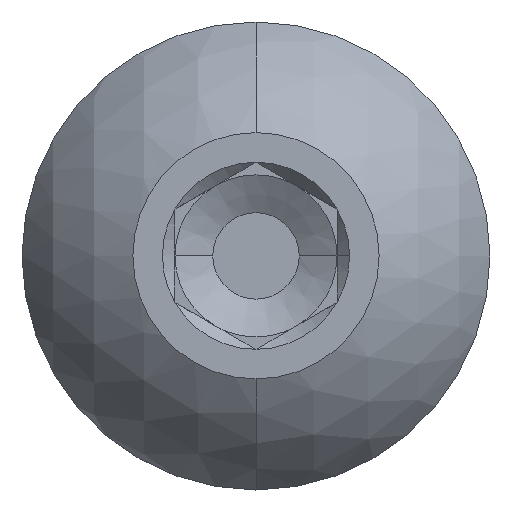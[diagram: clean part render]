
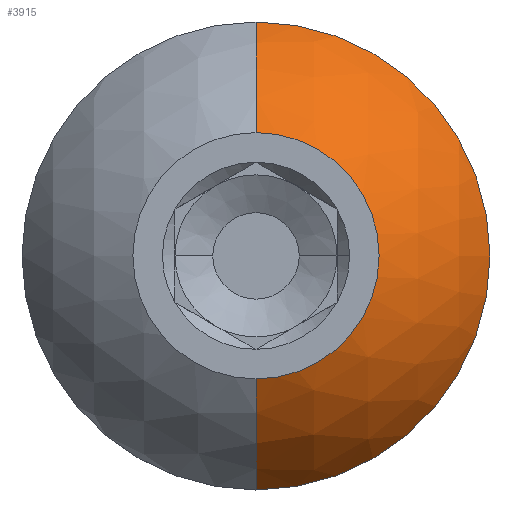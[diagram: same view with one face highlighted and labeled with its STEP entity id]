
A CAD part, top view. The second image highlights one B-rep face of the part: STEP entity #3915.
In plain terms, the highlighted spherical face has radius 5.113 mm.
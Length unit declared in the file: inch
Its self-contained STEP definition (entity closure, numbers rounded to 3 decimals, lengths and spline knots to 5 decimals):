
#34 = VERTEX_POINT ( 'NONE', #5193 ) ;
#80 = DIRECTION ( 'NONE',  ( 1., 0., 0. ) ) ;
#165 = ORIENTED_EDGE ( 'NONE', *, *, #5789, .F. ) ;
#295 = ORIENTED_EDGE ( 'NONE', *, *, #1533, .T. ) ;
#390 = CIRCLE ( 'NONE', #1821, 0.095 ) ;
#425 = DIRECTION ( 'NONE',  ( 0., 1., 0. ) ) ;
#495 = CARTESIAN_POINT ( 'NONE',  ( 0., 0., 0.101 ) ) ;
#709 = CARTESIAN_POINT ( 'NONE',  ( 0., 0., 0.01262 ) ) ;
#994 = CARTESIAN_POINT ( 'NONE',  ( 0., 0.1805, 0.01262 ) ) ;
#1044 = CARTESIAN_POINT ( 'NONE',  ( 0., 0., 0.01262 ) ) ;
#1171 = ORIENTED_EDGE ( 'NONE', *, *, #4753, .T. ) ;
#1245 = EDGE_CURVE ( 'NONE', #1759, #1422, #2581, .T. ) ;
#1422 = VERTEX_POINT ( 'NONE', #2236 ) ;
#1533 = EDGE_CURVE ( 'NONE', #3158, #34, #390, .T. ) ;
#1664 = ORIENTED_EDGE ( 'NONE', *, *, #1245, .F. ) ;
#1759 = VERTEX_POINT ( 'NONE', #994 ) ;
#1806 = AXIS2_PLACEMENT_3D ( 'NONE', #2870, #5215, #3354 ) ;
#1821 = AXIS2_PLACEMENT_3D ( 'NONE', #495, #2373, #5052 ) ;
#1875 = DIRECTION ( 'NONE',  ( 0., 0., -1. ) ) ;
#2075 = CIRCLE ( 'NONE', #3996, 0.20129 ) ;
#2217 = EDGE_CURVE ( 'NONE', #1422, #4421, #4515, .T. ) ;
#2236 = CARTESIAN_POINT ( 'NONE',  ( 0.1805, 0., 0.01262 ) ) ;
#2355 = SPHERICAL_SURFACE ( 'NONE', #5125, 0.20129 ) ;
#2373 = DIRECTION ( 'NONE',  ( 0., 0., -1. ) ) ;
#2581 = CIRCLE ( 'NONE', #3639, 0.1805 ) ;
#2870 = CARTESIAN_POINT ( 'NONE',  ( 0., 0., -0.07646 ) ) ;
#3158 = VERTEX_POINT ( 'NONE', #4977 ) ;
#3246 = EDGE_LOOP ( 'NONE', ( #295, #1171, #4875, #1664, #165 ) ) ;
#3354 = DIRECTION ( 'NONE',  ( 0., 0., 1. ) ) ;
#3548 = DIRECTION ( 'NONE',  ( 1., 0., 0. ) ) ;
#3639 = AXIS2_PLACEMENT_3D ( 'NONE', #709, #5244, #4370 ) ;
#3915 = ADVANCED_FACE ( 'NONE', ( #5067 ), #2355, .T. ) ;
#3996 = AXIS2_PLACEMENT_3D ( 'NONE', #4868, #3548, #4809 ) ;
#4033 = CARTESIAN_POINT ( 'NONE',  ( 0., -0.1805, 0.01262 ) ) ;
#4185 = DIRECTION ( 'NONE',  ( 0., 1., 0. ) ) ;
#4370 = DIRECTION ( 'NONE',  ( 0., 1., 0. ) ) ;
#4421 = VERTEX_POINT ( 'NONE', #4033 ) ;
#4515 = CIRCLE ( 'NONE', #4902, 0.1805 ) ;
#4534 = CARTESIAN_POINT ( 'NONE',  ( 0., 0., -0.07646 ) ) ;
#4584 = CIRCLE ( 'NONE', #1806, 0.20129 ) ;
#4753 = EDGE_CURVE ( 'NONE', #34, #4421, #2075, .T. ) ;
#4809 = DIRECTION ( 'NONE',  ( 0., 1., 0. ) ) ;
#4868 = CARTESIAN_POINT ( 'NONE',  ( 0., 0., -0.07646 ) ) ;
#4875 = ORIENTED_EDGE ( 'NONE', *, *, #2217, .F. ) ;
#4902 = AXIS2_PLACEMENT_3D ( 'NONE', #1044, #1875, #4185 ) ;
#4977 = CARTESIAN_POINT ( 'NONE',  ( 0., 0.095, 0.101 ) ) ;
#5052 = DIRECTION ( 'NONE',  ( 0., 1., 0. ) ) ;
#5067 = FACE_OUTER_BOUND ( 'NONE', #3246, .T. ) ;
#5125 = AXIS2_PLACEMENT_3D ( 'NONE', #4534, #80, #425 ) ;
#5193 = CARTESIAN_POINT ( 'NONE',  ( 0., -0.095, 0.101 ) ) ;
#5215 = DIRECTION ( 'NONE',  ( -1., 0., 0. ) ) ;
#5244 = DIRECTION ( 'NONE',  ( 0., 0., -1. ) ) ;
#5789 = EDGE_CURVE ( 'NONE', #3158, #1759, #4584, .T. ) ;
